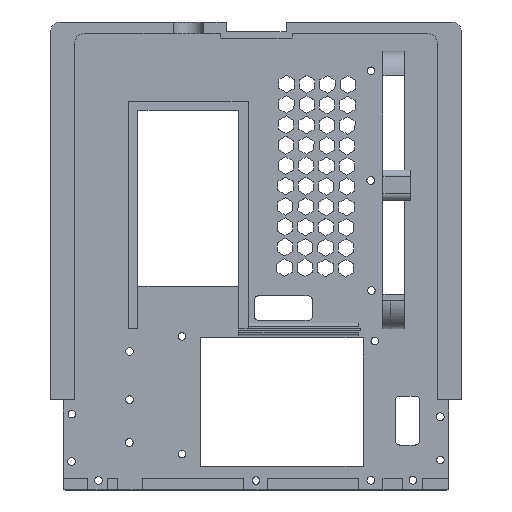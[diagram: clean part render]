
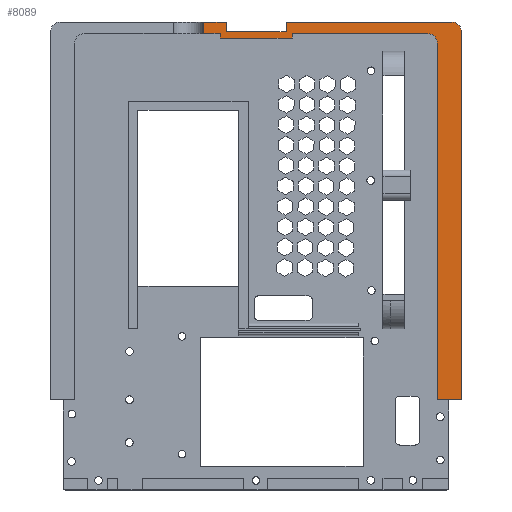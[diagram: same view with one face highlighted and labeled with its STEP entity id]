
A CAD part, top view. The second image highlights one B-rep face of the part: STEP entity #8089.
In plain terms, the highlighted planar face has unit normal (0, 0, 1).
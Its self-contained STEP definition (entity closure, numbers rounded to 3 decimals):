
#208=PLANE('',#8584);
#584=FACE_OUTER_BOUND('',#1103,.T.);
#1103=EDGE_LOOP('',(#6662,#6663,#6664,#6665,#6666,#6667,#6668,#6669,#6670,
#6671,#6672,#6673,#6674,#6675,#6676,#6677));
#2114=LINE('',#12472,#3205);
#2171=LINE('',#12594,#3262);
#2172=LINE('',#12596,#3263);
#2173=LINE('',#12598,#3264);
#2174=LINE('',#12600,#3265);
#2175=LINE('',#12602,#3266);
#2176=LINE('',#12604,#3267);
#2177=LINE('',#12606,#3268);
#2178=LINE('',#12608,#3269);
#2179=LINE('',#12610,#3270);
#2180=LINE('',#12612,#3271);
#2181=LINE('',#12614,#3272);
#2182=LINE('',#12616,#3273);
#2183=LINE('',#12619,#3274);
#3205=VECTOR('',#9828,10.);
#3262=VECTOR('',#9969,10.);
#3263=VECTOR('',#9970,10.);
#3264=VECTOR('',#9971,10.);
#3265=VECTOR('',#9972,10.);
#3266=VECTOR('',#9973,10.);
#3267=VECTOR('',#9974,10.);
#3268=VECTOR('',#9975,10.);
#3269=VECTOR('',#9976,10.);
#3270=VECTOR('',#9977,10.);
#3271=VECTOR('',#9978,10.);
#3272=VECTOR('',#9979,10.);
#3273=VECTOR('',#9980,10.);
#3274=VECTOR('',#9983,10.);
#3664=CIRCLE('',#8583,3.175);
#3665=CIRCLE('',#8585,3.175);
#4385=VERTEX_POINT('',#12469);
#4386=VERTEX_POINT('',#12471);
#4408=VERTEX_POINT('',#12588);
#4409=VERTEX_POINT('',#12589);
#4410=VERTEX_POINT('',#12595);
#4411=VERTEX_POINT('',#12597);
#4412=VERTEX_POINT('',#12599);
#4413=VERTEX_POINT('',#12601);
#4414=VERTEX_POINT('',#12603);
#4415=VERTEX_POINT('',#12605);
#4416=VERTEX_POINT('',#12607);
#4417=VERTEX_POINT('',#12609);
#4418=VERTEX_POINT('',#12611);
#4419=VERTEX_POINT('',#12613);
#4420=VERTEX_POINT('',#12615);
#4421=VERTEX_POINT('',#12617);
#5212=EDGE_CURVE('',#4385,#4386,#2114,.T.);
#5269=EDGE_CURVE('',#4408,#4409,#3664,.T.);
#5272=EDGE_CURVE('',#4409,#4385,#2171,.T.);
#5273=EDGE_CURVE('',#4410,#4408,#2172,.T.);
#5274=EDGE_CURVE('',#4410,#4411,#2173,.T.);
#5275=EDGE_CURVE('',#4411,#4412,#2174,.T.);
#5276=EDGE_CURVE('',#4412,#4413,#2175,.T.);
#5277=EDGE_CURVE('',#4414,#4413,#2176,.T.);
#5278=EDGE_CURVE('',#4415,#4414,#2177,.T.);
#5279=EDGE_CURVE('',#4415,#4416,#2178,.T.);
#5280=EDGE_CURVE('',#4417,#4416,#2179,.T.);
#5281=EDGE_CURVE('',#4417,#4418,#2180,.T.);
#5282=EDGE_CURVE('',#4419,#4418,#2181,.T.);
#5283=EDGE_CURVE('',#4419,#4420,#2182,.T.);
#5284=EDGE_CURVE('',#4421,#4420,#3665,.T.);
#5285=EDGE_CURVE('',#4421,#4386,#2183,.T.);
#6662=ORIENTED_EDGE('',*,*,#5272,.F.);
#6663=ORIENTED_EDGE('',*,*,#5269,.F.);
#6664=ORIENTED_EDGE('',*,*,#5273,.F.);
#6665=ORIENTED_EDGE('',*,*,#5274,.T.);
#6666=ORIENTED_EDGE('',*,*,#5275,.T.);
#6667=ORIENTED_EDGE('',*,*,#5276,.T.);
#6668=ORIENTED_EDGE('',*,*,#5277,.F.);
#6669=ORIENTED_EDGE('',*,*,#5278,.F.);
#6670=ORIENTED_EDGE('',*,*,#5279,.T.);
#6671=ORIENTED_EDGE('',*,*,#5280,.F.);
#6672=ORIENTED_EDGE('',*,*,#5281,.T.);
#6673=ORIENTED_EDGE('',*,*,#5282,.F.);
#6674=ORIENTED_EDGE('',*,*,#5283,.T.);
#6675=ORIENTED_EDGE('',*,*,#5284,.F.);
#6676=ORIENTED_EDGE('',*,*,#5285,.T.);
#6677=ORIENTED_EDGE('',*,*,#5212,.F.);
#8089=ADVANCED_FACE('',(#584),#208,.T.);
#8583=AXIS2_PLACEMENT_3D('',#12590,#9963,#9964);
#8584=AXIS2_PLACEMENT_3D('',#12593,#9967,#9968);
#8585=AXIS2_PLACEMENT_3D('',#12618,#9981,#9982);
#9828=DIRECTION('',(-1.,0.,0.));
#9963=DIRECTION('center_axis',(0.,0.,-1.));
#9964=DIRECTION('ref_axis',(0.707,0.707,0.));
#9967=DIRECTION('center_axis',(0.,0.,1.));
#9968=DIRECTION('ref_axis',(1.,0.,0.));
#9969=DIRECTION('',(0.,-1.,0.));
#9970=DIRECTION('',(1.,0.,0.));
#9971=DIRECTION('',(0.,-1.,0.));
#9972=DIRECTION('',(-1.,0.,0.));
#9973=DIRECTION('',(0.,1.,0.));
#9974=DIRECTION('',(1.,0.,0.));
#9975=DIRECTION('',(0.,1.,0.));
#9976=DIRECTION('',(1.,0.,0.));
#9977=DIRECTION('',(0.,1.,0.));
#9978=DIRECTION('',(1.,0.,0.));
#9979=DIRECTION('',(0.,-1.,0.));
#9980=DIRECTION('',(1.,0.,0.));
#9981=DIRECTION('center_axis',(0.,0.,1.));
#9982=DIRECTION('ref_axis',(0.707,0.707,0.));
#9983=DIRECTION('',(0.,-1.,0.));
#12469=CARTESIAN_POINT('',(112.147,21.496,-265.5));
#12471=CARTESIAN_POINT('',(104.25,21.496,-265.5));
#12472=CARTESIAN_POINT('',(76.375,21.496,-265.5));
#12588=CARTESIAN_POINT('',(108.972,145.,-265.5));
#12589=CARTESIAN_POINT('',(112.147,141.825,-265.5));
#12590=CARTESIAN_POINT('Origin',(108.972,141.825,-265.5));
#12593=CARTESIAN_POINT('Origin',(45.,119.75,-265.5));
#12594=CARTESIAN_POINT('',(112.147,145.,-265.5));
#12595=CARTESIAN_POINT('',(54.825,145.,-265.5));
#12596=CARTESIAN_POINT('',(74.5,145.,-265.5));
#12597=CARTESIAN_POINT('',(54.825,141.75,-265.5));
#12598=CARTESIAN_POINT('',(54.825,132.375,-265.5));
#12599=CARTESIAN_POINT('',(35.325,141.75,-265.5));
#12600=CARTESIAN_POINT('',(44.779,141.75,-265.5));
#12601=CARTESIAN_POINT('',(35.325,145.,-265.5));
#12602=CARTESIAN_POINT('',(35.325,132.375,-265.5));
#12603=CARTESIAN_POINT('',(27.827,145.,-265.5));
#12604=CARTESIAN_POINT('',(74.5,145.,-265.5));
#12605=CARTESIAN_POINT('',(27.827,141.25,-265.5));
#12606=CARTESIAN_POINT('',(27.827,144.5,-265.5));
#12607=CARTESIAN_POINT('',(33.325,141.25,-265.5));
#12608=CARTESIAN_POINT('',(74.5,141.25,-265.5));
#12609=CARTESIAN_POINT('',(33.325,139.75,-265.5));
#12610=CARTESIAN_POINT('',(33.325,145.,-265.5));
#12611=CARTESIAN_POINT('',(56.825,139.75,-265.5));
#12612=CARTESIAN_POINT('',(54.308,139.75,-265.5));
#12613=CARTESIAN_POINT('',(56.825,141.25,-265.5));
#12614=CARTESIAN_POINT('',(56.825,145.,-265.5));
#12615=CARTESIAN_POINT('',(101.075,141.25,-265.5));
#12616=CARTESIAN_POINT('',(74.5,141.25,-265.5));
#12617=CARTESIAN_POINT('',(104.25,138.075,-265.5));
#12618=CARTESIAN_POINT('Origin',(101.075,138.075,-265.5));
#12619=CARTESIAN_POINT('',(104.25,129.75,-265.5));
